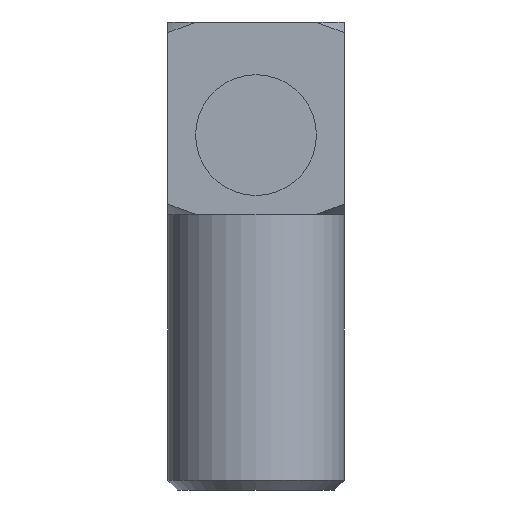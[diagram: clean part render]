
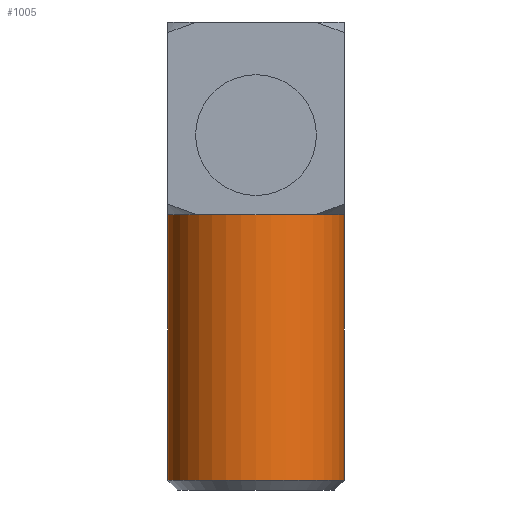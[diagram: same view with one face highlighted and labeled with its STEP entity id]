
A CAD part, front view. The second image highlights one B-rep face of the part: STEP entity #1005.
In plain terms, the highlighted cylindrical face has radius 2.3 mm (diameter 4.6 mm), a partial arc.
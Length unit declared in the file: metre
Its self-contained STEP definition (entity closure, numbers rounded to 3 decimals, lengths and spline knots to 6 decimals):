
#49 = EDGE_CURVE ( 'NONE', #2315, #1993, #4388, .T. ) ;
#157 = VECTOR ( 'NONE', #3614, 1. ) ;
#168 = EDGE_CURVE ( 'NONE', #291, #2315, #1391, .T. ) ;
#291 = VERTEX_POINT ( 'NONE', #3335 ) ;
#336 = AXIS2_PLACEMENT_3D ( 'NONE', #4397, #2156, #4773 ) ;
#350 = ORIENTED_EDGE ( 'NONE', *, *, #562, .F. ) ;
#414 = DIRECTION ( 'NONE',  ( 0., 0., -1. ) ) ;
#435 = ORIENTED_EDGE ( 'NONE', *, *, #2704, .T. ) ;
#506 = AXIS2_PLACEMENT_3D ( 'NONE', #1098, #873, #3399 ) ;
#562 = EDGE_CURVE ( 'NONE', #3365, #1993, #984, .T. ) ;
#850 = ORIENTED_EDGE ( 'NONE', *, *, #49, .T. ) ;
#873 = DIRECTION ( 'NONE',  ( 0., 0., 1. ) ) ;
#984 = LINE ( 'NONE', #2413, #3849 ) ;
#1005 = ADVANCED_FACE ( 'NONE', ( #3323 ), #4443, .T. ) ;
#1098 = CARTESIAN_POINT ( 'NONE',  ( 0., 0., -0.011955 ) ) ;
#1198 = ORIENTED_EDGE ( 'NONE', *, *, #168, .T. ) ;
#1274 = DIRECTION ( 'NONE',  ( 0., 0., -1. ) ) ;
#1391 = LINE ( 'NONE', #3184, #157 ) ;
#1694 = CARTESIAN_POINT ( 'NONE',  ( 0., -0.0023, -0.005025 ) ) ;
#1751 = VERTEX_POINT ( 'NONE', #1694 ) ;
#1919 = DIRECTION ( 'NONE',  ( 0., 0., -1. ) ) ;
#1988 = ORIENTED_EDGE ( 'NONE', *, *, #4118, .T. ) ;
#1993 = VERTEX_POINT ( 'NONE', #2063 ) ;
#2063 = CARTESIAN_POINT ( 'NONE',  ( 0.0023, 0., -0.011955 ) ) ;
#2156 = DIRECTION ( 'NONE',  ( 0., 0., -1. ) ) ;
#2315 = VERTEX_POINT ( 'NONE', #4154 ) ;
#2413 = CARTESIAN_POINT ( 'NONE',  ( 0.0023, 0., -0.012205 ) ) ;
#2623 = CARTESIAN_POINT ( 'NONE',  ( 0.0023, 0., -0.005025 ) ) ;
#2704 = EDGE_CURVE ( 'NONE', #3365, #1751, #4072, .T. ) ;
#3054 = AXIS2_PLACEMENT_3D ( 'NONE', #4164, #1919, #4538 ) ;
#3140 = CARTESIAN_POINT ( 'NONE',  ( 0., 0., -0.012205 ) ) ;
#3184 = CARTESIAN_POINT ( 'NONE',  ( -0.0023, 0., -0.012205 ) ) ;
#3233 = CIRCLE ( 'NONE', #3054, 0.0023 ) ;
#3323 = FACE_OUTER_BOUND ( 'NONE', #3778, .T. ) ;
#3335 = CARTESIAN_POINT ( 'NONE',  ( -0.0023, 0., -0.005025 ) ) ;
#3365 = VERTEX_POINT ( 'NONE', #2623 ) ;
#3399 = DIRECTION ( 'NONE',  ( -1., 0., 0. ) ) ;
#3519 = DIRECTION ( 'NONE',  ( 1., 0., 0. ) ) ;
#3614 = DIRECTION ( 'NONE',  ( 0., 0., -1. ) ) ;
#3778 = EDGE_LOOP ( 'NONE', ( #1988, #1198, #850, #350, #435 ) ) ;
#3849 = VECTOR ( 'NONE', #414, 1. ) ;
#4072 = CIRCLE ( 'NONE', #336, 0.0023 ) ;
#4118 = EDGE_CURVE ( 'NONE', #1751, #291, #3233, .T. ) ;
#4154 = CARTESIAN_POINT ( 'NONE',  ( -0.0023, 0., -0.011955 ) ) ;
#4164 = CARTESIAN_POINT ( 'NONE',  ( 0., 0., -0.005025 ) ) ;
#4388 = CIRCLE ( 'NONE', #506, 0.0023 ) ;
#4397 = CARTESIAN_POINT ( 'NONE',  ( 0., 0., -0.005025 ) ) ;
#4443 = CYLINDRICAL_SURFACE ( 'NONE', #4757, 0.0023 ) ;
#4538 = DIRECTION ( 'NONE',  ( 1., 0., 0. ) ) ;
#4757 = AXIS2_PLACEMENT_3D ( 'NONE', #3140, #1274, #3519 ) ;
#4773 = DIRECTION ( 'NONE',  ( 1., 0., 0. ) ) ;
